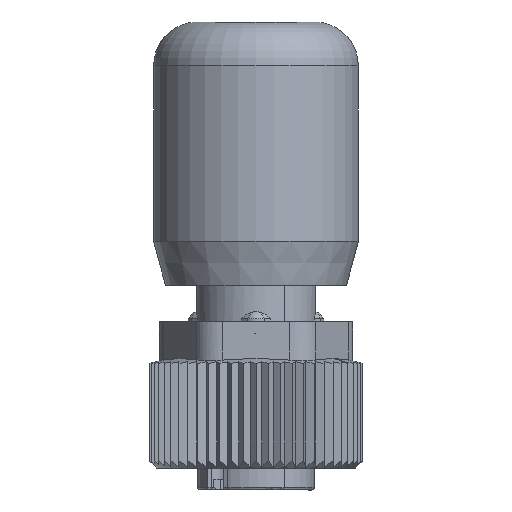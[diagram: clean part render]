
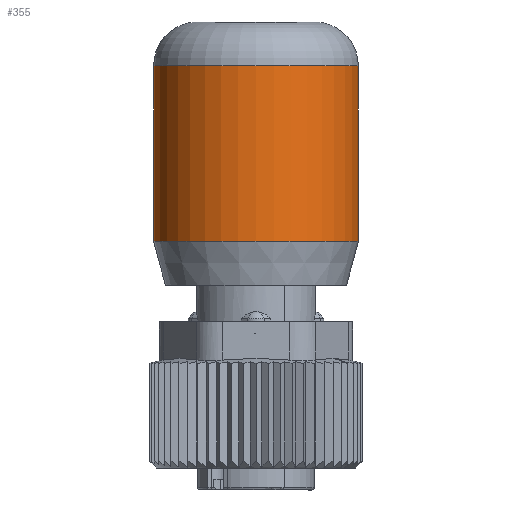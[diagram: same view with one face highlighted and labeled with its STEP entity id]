
A CAD part, front view. The second image highlights one B-rep face of the part: STEP entity #355.
In plain terms, the highlighted cylindrical face has radius 7 mm (diameter 14 mm), a partial arc.
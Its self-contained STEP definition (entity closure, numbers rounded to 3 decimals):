
#284=AXIS2_PLACEMENT_3D('Circle Axis2P3D',#282,#283,$) ;
#328=AXIS2_PLACEMENT_3D('Cylinder Axis2P3D',#325,#326,#327) ;
#346=AXIS2_PLACEMENT_3D('Circle Axis2P3D',#344,#345,$) ;
#279=CARTESIAN_POINT('Vertex',(0.261,7.3,29.)) ;
#282=CARTESIAN_POINT('Axis2P3D Location',(7.261,7.3,29.)) ;
#286=CARTESIAN_POINT('Vertex',(14.261,7.3,29.)) ;
#325=CARTESIAN_POINT('Axis2P3D Location',(7.261,7.3,25.)) ;
#330=CARTESIAN_POINT('Line Origine',(14.261,7.3,25.)) ;
#334=CARTESIAN_POINT('Vertex',(14.261,7.3,17.)) ;
#337=CARTESIAN_POINT('Line Origine',(0.261,7.3,25.)) ;
#341=CARTESIAN_POINT('Vertex',(0.261,7.3,17.)) ;
#344=CARTESIAN_POINT('Axis2P3D Location',(7.261,7.3,17.)) ;
#283=DIRECTION('Axis2P3D Direction',(0.,0.,1.)) ;
#326=DIRECTION('Axis2P3D Direction',(0.,0.,1.)) ;
#327=DIRECTION('Axis2P3D XDirection',(1.,0.,0.)) ;
#331=DIRECTION('Vector Direction',(0.,0.,1.)) ;
#338=DIRECTION('Vector Direction',(0.,0.,1.)) ;
#345=DIRECTION('Axis2P3D Direction',(0.,0.,1.)) ;
#332=VECTOR('Line Direction',#331,1.) ;
#339=VECTOR('Line Direction',#338,1.) ;
#350=ORIENTED_EDGE('',*,*,#336,.T.) ;
#351=ORIENTED_EDGE('',*,*,#288,.F.) ;
#352=ORIENTED_EDGE('',*,*,#343,.F.) ;
#353=ORIENTED_EDGE('',*,*,#348,.T.) ;
#355=ADVANCED_FACE('63118_SAIL-M12BW-5-3L.1\\33025_SAIL_GF_WI_M12_LED\\K\X2\00F6\X0\rper.2',(#354),#329,.T.) ;
#285=CIRCLE('generated circle',#284,7.) ;
#347=CIRCLE('generated circle',#346,7.) ;
#329=CYLINDRICAL_SURFACE('generated cylinder',#328,7.) ;
#288=EDGE_CURVE('',#280,#287,#285,.T.) ;
#336=EDGE_CURVE('',#335,#287,#333,.T.) ;
#343=EDGE_CURVE('',#342,#280,#340,.T.) ;
#348=EDGE_CURVE('',#342,#335,#347,.T.) ;
#349=EDGE_LOOP('',(#350,#351,#352,#353)) ;
#354=FACE_OUTER_BOUND('',#349,.T.) ;
#333=LINE('Line',#330,#332) ;
#340=LINE('Line',#337,#339) ;
#280=VERTEX_POINT('',#279) ;
#287=VERTEX_POINT('',#286) ;
#335=VERTEX_POINT('',#334) ;
#342=VERTEX_POINT('',#341) ;
